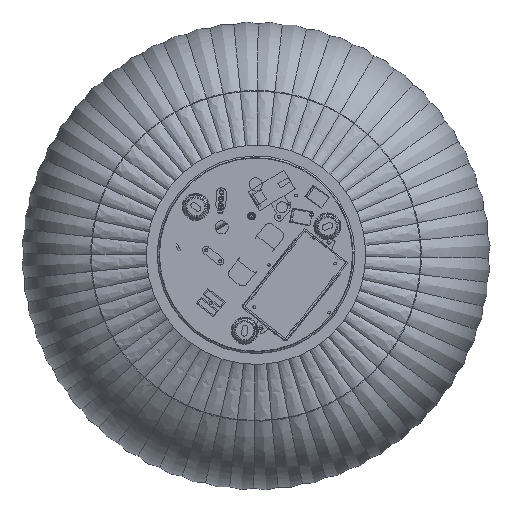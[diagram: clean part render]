
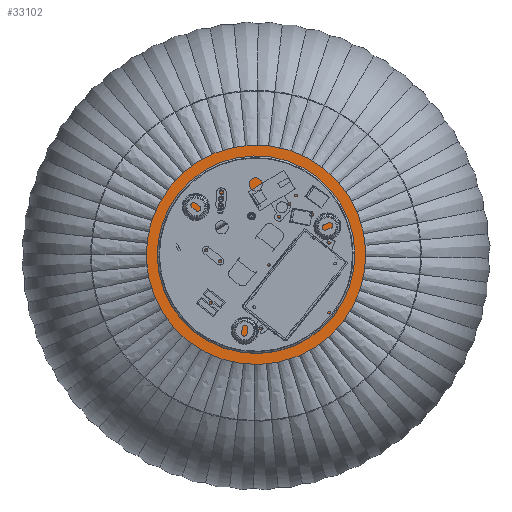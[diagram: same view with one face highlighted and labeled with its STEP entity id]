
A CAD part, top view. The second image highlights one B-rep face of the part: STEP entity #33102.
In plain terms, the highlighted face is planar.
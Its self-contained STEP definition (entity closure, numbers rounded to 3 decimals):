
#521=FACE_BOUND('',#12152,.T.);
#522=FACE_BOUND('',#12153,.T.);
#8395=CIRCLE('',#36798,3.25);
#8396=CIRCLE('',#36799,3.25);
#8401=CIRCLE('',#36805,3.25);
#8402=CIRCLE('',#36806,3.25);
#8405=CIRCLE('',#36810,100.);
#8406=CIRCLE('',#36811,100.);
#10048=FACE_OUTER_BOUND('',#12151,.T.);
#12151=EDGE_LOOP('',(#27841,#27842));
#12152=EDGE_LOOP('',(#27843,#27844));
#12153=EDGE_LOOP('',(#27845,#27846));
#15435=VERTEX_POINT('',#78611);
#15436=VERTEX_POINT('',#78612);
#15441=VERTEX_POINT('',#78625);
#15442=VERTEX_POINT('',#78627);
#15445=VERTEX_POINT('',#78635);
#15446=VERTEX_POINT('',#78637);
#19757=EDGE_CURVE('',#15435,#15436,#8395,.T.);
#19758=EDGE_CURVE('',#15436,#15435,#8396,.T.);
#19765=EDGE_CURVE('',#15442,#15441,#8401,.T.);
#19766=EDGE_CURVE('',#15441,#15442,#8402,.T.);
#19770=EDGE_CURVE('',#15446,#15445,#8405,.T.);
#19771=EDGE_CURVE('',#15445,#15446,#8406,.T.);
#27841=ORIENTED_EDGE('',*,*,#19770,.T.);
#27842=ORIENTED_EDGE('',*,*,#19771,.T.);
#27843=ORIENTED_EDGE('',*,*,#19757,.T.);
#27844=ORIENTED_EDGE('',*,*,#19758,.T.);
#27845=ORIENTED_EDGE('',*,*,#19765,.T.);
#27846=ORIENTED_EDGE('',*,*,#19766,.T.);
#31350=PLANE('',#36812);
#33102=ADVANCED_FACE('',(#10048,#521,#522),#31350,.T.);
#36798=AXIS2_PLACEMENT_3D('',#78613,#43842,#43843);
#36799=AXIS2_PLACEMENT_3D('',#78614,#43844,#43845);
#36805=AXIS2_PLACEMENT_3D('',#78628,#43858,#43859);
#36806=AXIS2_PLACEMENT_3D('',#78629,#43860,#43861);
#36810=AXIS2_PLACEMENT_3D('',#78638,#43869,#43870);
#36811=AXIS2_PLACEMENT_3D('',#78639,#43871,#43872);
#36812=AXIS2_PLACEMENT_3D('',#78640,#43873,#43874);
#43842=DIRECTION('center_axis',(0.,0.,1.));
#43843=DIRECTION('ref_axis',(0.814,-0.581,0.));
#43844=DIRECTION('center_axis',(0.,0.,1.));
#43845=DIRECTION('ref_axis',(0.814,-0.581,0.));
#43858=DIRECTION('center_axis',(0.,0.,1.));
#43859=DIRECTION('ref_axis',(0.814,-0.581,0.));
#43860=DIRECTION('center_axis',(0.,0.,1.));
#43861=DIRECTION('ref_axis',(0.814,-0.581,0.));
#43869=DIRECTION('center_axis',(0.,0.,-1.));
#43870=DIRECTION('ref_axis',(0.814,0.581,0.));
#43871=DIRECTION('center_axis',(0.,0.,-1.));
#43872=DIRECTION('ref_axis',(0.814,0.581,0.));
#43873=DIRECTION('center_axis',(0.,0.,-1.));
#43874=DIRECTION('ref_axis',(-1.,0.,0.));
#78611=CARTESIAN_POINT('',(33.25,0.,0.));
#78612=CARTESIAN_POINT('',(26.75,0.,0.));
#78613=CARTESIAN_POINT('Origin',(30.,0.,0.));
#78614=CARTESIAN_POINT('Origin',(30.,0.,0.));
#78625=CARTESIAN_POINT('',(-3.25,0.,0.));
#78627=CARTESIAN_POINT('',(3.25,0.,0.));
#78628=CARTESIAN_POINT('Origin',(0.,0.,
0.));
#78629=CARTESIAN_POINT('Origin',(0.,0.,
0.));
#78635=CARTESIAN_POINT('',(-100.,0.,0.));
#78637=CARTESIAN_POINT('',(100.,0.,0.));
#78638=CARTESIAN_POINT('Origin',(0.,0.,
0.));
#78639=CARTESIAN_POINT('Origin',(0.,0.,
0.));
#78640=CARTESIAN_POINT('Origin',(0.,-100.,0.));
